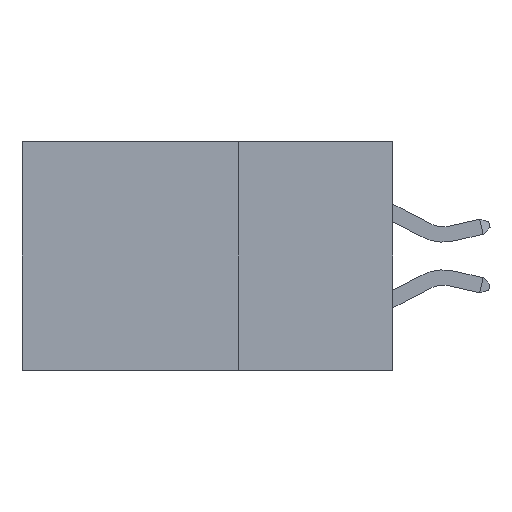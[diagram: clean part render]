
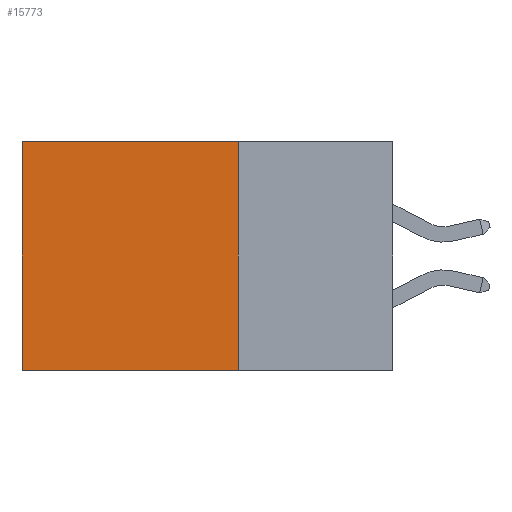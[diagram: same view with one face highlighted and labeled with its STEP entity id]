
A CAD part, left-side view. The second image highlights one B-rep face of the part: STEP entity #15773.
In plain terms, the highlighted planar face has unit normal (-1, 0, 0).
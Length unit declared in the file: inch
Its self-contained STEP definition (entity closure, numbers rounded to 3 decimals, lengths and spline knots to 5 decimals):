
#1295 = VERTEX_POINT ( 'NONE', #9153 ) ;
#2474 = CARTESIAN_POINT ( 'NONE',  ( 0.2875, 0.25, 0. ) ) ;
#2669 = DIRECTION ( 'NONE',  ( 0., 0., -1. ) ) ;
#3386 = EDGE_LOOP ( 'NONE', ( #23290, #25319, #9491, #10579 ) ) ;
#3478 = FACE_OUTER_BOUND ( 'NONE', #3386, .T. ) ;
#5419 = DIRECTION ( 'NONE',  ( 0., 0., -1. ) ) ;
#5462 = CARTESIAN_POINT ( 'NONE',  ( 0.2875, 0.6, 0. ) ) ;
#5511 = VERTEX_POINT ( 'NONE', #25292 ) ;
#6905 = EDGE_CURVE ( 'NONE', #5511, #1295, #14877, .T. ) ;
#7257 = CARTESIAN_POINT ( 'NONE',  ( 0.2875, 0.25, 0. ) ) ;
#7486 = DIRECTION ( 'NONE',  ( 0., 0., -1. ) ) ;
#8245 = CARTESIAN_POINT ( 'NONE',  ( 0.2875, 0.25, 0. ) ) ;
#8301 = EDGE_CURVE ( 'NONE', #9293, #5511, #15145, .T. ) ;
#8519 = DIRECTION ( 'NONE',  ( 0., 1., 0. ) ) ;
#8624 = CARTESIAN_POINT ( 'NONE',  ( 0.2875, 0.25, -0.37 ) ) ;
#9153 = CARTESIAN_POINT ( 'NONE',  ( 0.2875, 0.6, -0.37 ) ) ;
#9293 = VERTEX_POINT ( 'NONE', #23202 ) ;
#9491 = ORIENTED_EDGE ( 'NONE', *, *, #14889, .F. ) ;
#10308 = VECTOR ( 'NONE', #20818, 39.37008 ) ;
#10579 = ORIENTED_EDGE ( 'NONE', *, *, #8301, .T. ) ;
#14672 = EDGE_CURVE ( 'NONE', #22263, #1295, #21908, .T. ) ;
#14877 = LINE ( 'NONE', #5462, #19060 ) ;
#14889 = EDGE_CURVE ( 'NONE', #9293, #22263, #17405, .T. ) ;
#15145 = LINE ( 'NONE', #8245, #10308 ) ;
#15773 = ADVANCED_FACE ( 'NONE', ( #3478 ), #17619, .F. ) ;
#17405 = LINE ( 'NONE', #2474, #22230 ) ;
#17619 = PLANE ( 'NONE',  #21766 ) ;
#19060 = VECTOR ( 'NONE', #7486, 39.37008 ) ;
#20335 = CARTESIAN_POINT ( 'NONE',  ( 0.2875, 0.25, -0.37 ) ) ;
#20818 = DIRECTION ( 'NONE',  ( 0., 1., 0. ) ) ;
#21766 = AXIS2_PLACEMENT_3D ( 'NONE', #7257, #25612, #5419 ) ;
#21908 = LINE ( 'NONE', #8624, #24795 ) ;
#22230 = VECTOR ( 'NONE', #2669, 39.37008 ) ;
#22263 = VERTEX_POINT ( 'NONE', #20335 ) ;
#23202 = CARTESIAN_POINT ( 'NONE',  ( 0.2875, 0.25, 0. ) ) ;
#23290 = ORIENTED_EDGE ( 'NONE', *, *, #6905, .T. ) ;
#24795 = VECTOR ( 'NONE', #8519, 39.37008 ) ;
#25292 = CARTESIAN_POINT ( 'NONE',  ( 0.2875, 0.6, 0. ) ) ;
#25319 = ORIENTED_EDGE ( 'NONE', *, *, #14672, .F. ) ;
#25612 = DIRECTION ( 'NONE',  ( 1., 0., 0. ) ) ;
